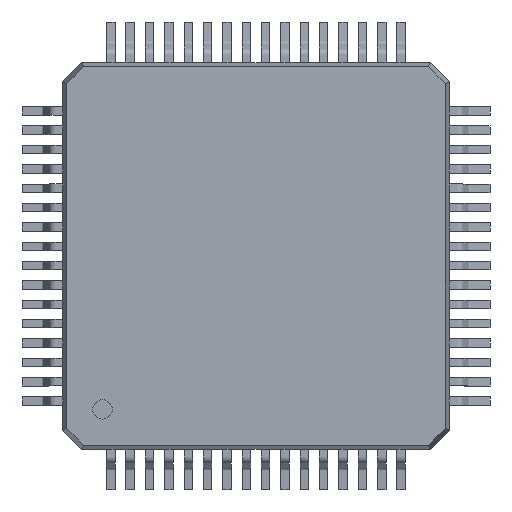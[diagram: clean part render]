
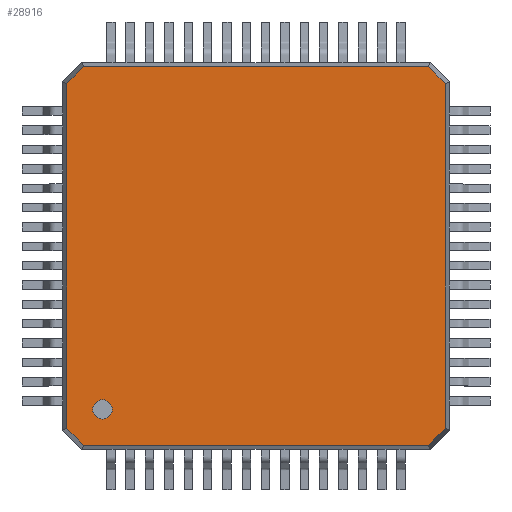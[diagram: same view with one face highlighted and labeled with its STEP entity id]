
A CAD part, top view. The second image highlights one B-rep face of the part: STEP entity #28916.
In plain terms, the highlighted planar face has unit normal (0, 0, 1).
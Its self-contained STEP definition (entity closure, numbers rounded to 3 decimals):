
#24 = VERTEX_POINT('',#25);
#25 = CARTESIAN_POINT('',(-3.968,-3.718,1.2));
#31 = EDGE_CURVE('',#24,#32,#34,.T.);
#32 = VERTEX_POINT('',#33);
#33 = CARTESIAN_POINT('',(-3.968,-4.218,1.2));
#34 = CIRCLE('',#35,0.25);
#35 = AXIS2_PLACEMENT_3D('',#36,#37,#38);
#36 = CARTESIAN_POINT('',(-3.968,-3.968,1.2));
#37 = DIRECTION('',(0.,0.,-1.));
#38 = DIRECTION('',(0.,1.,0.));
#2585 = VERTEX_POINT('',#2586);
#2586 = CARTESIAN_POINT('',(4.456,-4.894,1.2));
#2592 = EDGE_CURVE('',#2585,#2593,#2595,.T.);
#2593 = VERTEX_POINT('',#2594);
#2594 = CARTESIAN_POINT('',(-4.456,-4.894,1.2));
#2595 = LINE('',#2596,#2597);
#2596 = CARTESIAN_POINT('',(-4.5,-4.894,1.2));
#2597 = VECTOR('',#2598,1.);
#2598 = DIRECTION('',(-1.,0.,0.));
#8936 = EDGE_CURVE('',#2593,#8937,#8939,.T.);
#8937 = VERTEX_POINT('',#8938);
#8938 = CARTESIAN_POINT('',(-4.894,-4.456,1.2));
#8939 = LINE('',#8940,#8941);
#8940 = CARTESIAN_POINT('',(-4.925,-4.425,1.2));
#8941 = VECTOR('',#8942,1.);
#8942 = DIRECTION('',(-0.707,0.707,0.));
#15150 = EDGE_CURVE('',#15151,#15153,#15155,.T.);
#15151 = VERTEX_POINT('',#15152);
#15152 = CARTESIAN_POINT('',(-4.894,4.456,1.2));
#15153 = VERTEX_POINT('',#15154);
#15154 = CARTESIAN_POINT('',(-4.456,4.894,1.2));
#15155 = LINE('',#15156,#15157);
#15156 = CARTESIAN_POINT('',(-4.425,4.925,1.2));
#15157 = VECTOR('',#15158,1.);
#15158 = DIRECTION('',(0.707,0.707,0.));
#20893 = EDGE_CURVE('',#20894,#20896,#20898,.T.);
#20894 = VERTEX_POINT('',#20895);
#20895 = CARTESIAN_POINT('',(4.456,4.894,1.2));
#20896 = VERTEX_POINT('',#20897);
#20897 = CARTESIAN_POINT('',(4.894,4.456,1.2));
#20898 = LINE('',#20899,#20900);
#20899 = CARTESIAN_POINT('',(4.925,4.425,1.2));
#20900 = VECTOR('',#20901,1.);
#20901 = DIRECTION('',(0.707,-0.707,-0.));
#26704 = EDGE_CURVE('',#26705,#2585,#26707,.T.);
#26705 = VERTEX_POINT('',#26706);
#26706 = CARTESIAN_POINT('',(4.894,-4.456,1.2));
#26707 = LINE('',#26708,#26709);
#26708 = CARTESIAN_POINT('',(4.425,-4.925,1.2));
#26709 = VECTOR('',#26710,1.);
#26710 = DIRECTION('',(-0.707,-0.707,0.));
#28916 = ADVANCED_FACE('',(#28917,#28927),#28952,.T.);
#28917 = FACE_BOUND('',#28918,.T.);
#28918 = EDGE_LOOP('',(#28919,#28920));
#28919 = ORIENTED_EDGE('',*,*,#31,.T.);
#28920 = ORIENTED_EDGE('',*,*,#28921,.T.);
#28921 = EDGE_CURVE('',#32,#24,#28922,.T.);
#28922 = CIRCLE('',#28923,0.25);
#28923 = AXIS2_PLACEMENT_3D('',#28924,#28925,#28926);
#28924 = CARTESIAN_POINT('',(-3.968,-3.968,1.2));
#28925 = DIRECTION('',(0.,0.,-1.));
#28926 = DIRECTION('',(0.,1.,0.));
#28927 = FACE_BOUND('',#28928,.T.);
#28928 = EDGE_LOOP('',(#28929,#28930,#28936,#28937,#28943,#28944,#28950,
    #28951));
#28929 = ORIENTED_EDGE('',*,*,#26704,.F.);
#28930 = ORIENTED_EDGE('',*,*,#28931,.T.);
#28931 = EDGE_CURVE('',#26705,#20896,#28932,.T.);
#28932 = LINE('',#28933,#28934);
#28933 = CARTESIAN_POINT('',(4.894,0.,1.2));
#28934 = VECTOR('',#28935,1.);
#28935 = DIRECTION('',(0.,1.,0.));
#28936 = ORIENTED_EDGE('',*,*,#20893,.F.);
#28937 = ORIENTED_EDGE('',*,*,#28938,.T.);
#28938 = EDGE_CURVE('',#20894,#15153,#28939,.T.);
#28939 = LINE('',#28940,#28941);
#28940 = CARTESIAN_POINT('',(0.,4.894,1.2));
#28941 = VECTOR('',#28942,1.);
#28942 = DIRECTION('',(-1.,0.,0.));
#28943 = ORIENTED_EDGE('',*,*,#15150,.F.);
#28944 = ORIENTED_EDGE('',*,*,#28945,.T.);
#28945 = EDGE_CURVE('',#15151,#8937,#28946,.T.);
#28946 = LINE('',#28947,#28948);
#28947 = CARTESIAN_POINT('',(-4.894,0.,1.2));
#28948 = VECTOR('',#28949,1.);
#28949 = DIRECTION('',(0.,-1.,0.));
#28950 = ORIENTED_EDGE('',*,*,#8936,.F.);
#28951 = ORIENTED_EDGE('',*,*,#2592,.F.);
#28952 = PLANE('',#28953);
#28953 = AXIS2_PLACEMENT_3D('',#28954,#28955,#28956);
#28954 = CARTESIAN_POINT('',(0.,0.,1.2));
#28955 = DIRECTION('',(0.,0.,1.));
#28956 = DIRECTION('',(0.,1.,0.));
